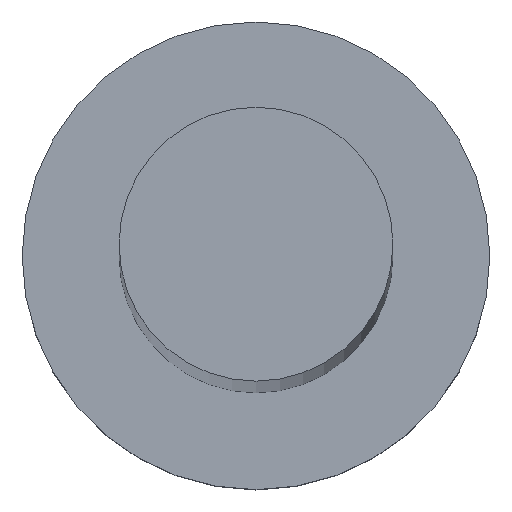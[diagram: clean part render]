
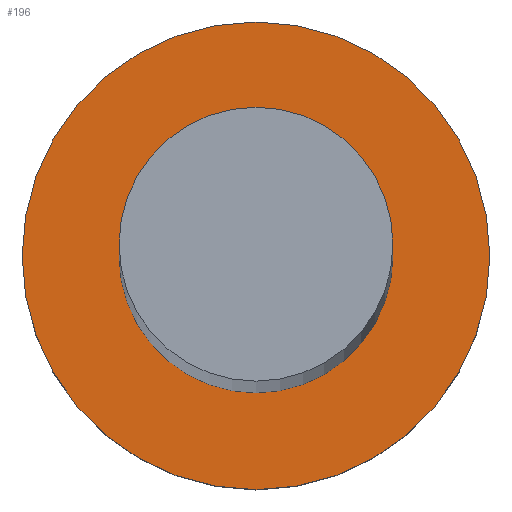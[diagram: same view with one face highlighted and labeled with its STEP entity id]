
A CAD part, top view. The second image highlights one B-rep face of the part: STEP entity #196.
In plain terms, the highlighted planar face has unit normal (0, 0, 1).
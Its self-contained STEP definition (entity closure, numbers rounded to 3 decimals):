
#3 = EDGE_CURVE ( 'NONE', #25, #104, #240, .T. ) ;
#5 = CARTESIAN_POINT ( 'NONE',  ( 0., 0., 5. ) ) ;
#6 = DIRECTION ( 'NONE',  ( 1., 0., 0. ) ) ;
#7 = EDGE_CURVE ( 'NONE', #12, #108, #232, .T. ) ;
#11 = DIRECTION ( 'NONE',  ( 0., 0., 1. ) ) ;
#12 = VERTEX_POINT ( 'NONE', #188 ) ;
#23 = CARTESIAN_POINT ( 'NONE',  ( 4.1, 0., 5. ) ) ;
#25 = VERTEX_POINT ( 'NONE', #251 ) ;
#49 = DIRECTION ( 'NONE',  ( 0., 0., 1. ) ) ;
#51 = AXIS2_PLACEMENT_3D ( 'NONE', #147, #242, #6 ) ;
#57 = DIRECTION ( 'NONE',  ( 1., 0., 0. ) ) ;
#72 = DIRECTION ( 'NONE',  ( 0., 0., 1. ) ) ;
#84 = DIRECTION ( 'NONE',  ( 1., 0., 0. ) ) ;
#88 = FACE_OUTER_BOUND ( 'NONE', #199, .T. ) ;
#91 = CARTESIAN_POINT ( 'NONE',  ( 0., 0., 5. ) ) ;
#103 = FACE_BOUND ( 'NONE', #182, .T. ) ;
#104 = VERTEX_POINT ( 'NONE', #181 ) ;
#108 = VERTEX_POINT ( 'NONE', #23 ) ;
#109 = DIRECTION ( 'NONE',  ( 1., 0., 0. ) ) ;
#126 = ORIENTED_EDGE ( 'NONE', *, *, #137, .T. ) ;
#137 = EDGE_CURVE ( 'NONE', #104, #25, #202, .T. ) ;
#138 = CIRCLE ( 'NONE', #235, 4.1 ) ;
#143 = DIRECTION ( 'NONE',  ( 1., 0., 0. ) ) ;
#144 = EDGE_CURVE ( 'NONE', #108, #12, #138, .T. ) ;
#147 = CARTESIAN_POINT ( 'NONE',  ( 0., 0., 5. ) ) ;
#158 = AXIS2_PLACEMENT_3D ( 'NONE', #91, #72, #109 ) ;
#165 = PLANE ( 'NONE',  #194 ) ;
#166 = ORIENTED_EDGE ( 'NONE', *, *, #7, .F. ) ;
#181 = CARTESIAN_POINT ( 'NONE',  ( 7., 0., 5. ) ) ;
#182 = EDGE_LOOP ( 'NONE', ( #166, #243 ) ) ;
#185 = ORIENTED_EDGE ( 'NONE', *, *, #3, .T. ) ;
#188 = CARTESIAN_POINT ( 'NONE',  ( -4.1, 0., 5. ) ) ;
#194 = AXIS2_PLACEMENT_3D ( 'NONE', #5, #237, #84 ) ;
#196 = ADVANCED_FACE ( 'NONE', ( #103, #88 ), #165, .T. ) ;
#199 = EDGE_LOOP ( 'NONE', ( #185, #126 ) ) ;
#202 = CIRCLE ( 'NONE', #51, 7. ) ;
#226 = AXIS2_PLACEMENT_3D ( 'NONE', #247, #11, #57 ) ;
#232 = CIRCLE ( 'NONE', #226, 4.1 ) ;
#235 = AXIS2_PLACEMENT_3D ( 'NONE', #244, #49, #143 ) ;
#237 = DIRECTION ( 'NONE',  ( 0., 0., 1. ) ) ;
#240 = CIRCLE ( 'NONE', #158, 7. ) ;
#242 = DIRECTION ( 'NONE',  ( 0., 0., 1. ) ) ;
#243 = ORIENTED_EDGE ( 'NONE', *, *, #144, .F. ) ;
#244 = CARTESIAN_POINT ( 'NONE',  ( 0., 0., 5. ) ) ;
#247 = CARTESIAN_POINT ( 'NONE',  ( 0., 0., 5. ) ) ;
#251 = CARTESIAN_POINT ( 'NONE',  ( -7., 0., 5. ) ) ;
